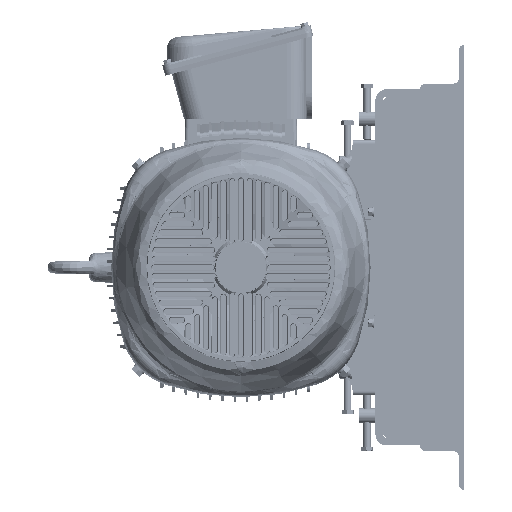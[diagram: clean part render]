
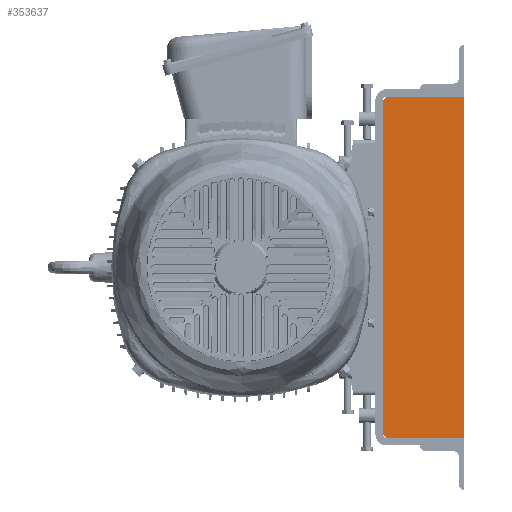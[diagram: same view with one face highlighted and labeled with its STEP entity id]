
A CAD part, left-side view. The second image highlights one B-rep face of the part: STEP entity #353637.
In plain terms, the highlighted planar face has unit normal (-1, 0, 0).
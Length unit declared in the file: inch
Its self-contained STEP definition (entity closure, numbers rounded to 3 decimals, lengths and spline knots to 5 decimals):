
#231 = VECTOR ( 'NONE', #168529, 39.37008 ) ;
#3255 = CARTESIAN_POINT ( 'NONE',  ( 0., 0., -0.5 ) ) ;
#3760 = DIRECTION ( 'NONE',  ( 0., 0.707, -0.707 ) ) ;
#29744 = DIRECTION ( 'NONE',  ( 1., 0., 0. ) ) ;
#34317 = VERTEX_POINT ( 'NONE', #410182 ) ;
#44499 = EDGE_CURVE ( 'NONE', #199272, #330557, #122132, .T. ) ;
#60304 = PLANE ( 'NONE',  #238258 ) ;
#61504 = EDGE_CURVE ( 'NONE', #369076, #199272, #84442, .T. ) ;
#66562 = EDGE_LOOP ( 'NONE', ( #302702, #227781, #135004, #243716, #75045, #181021 ) ) ;
#70186 = CARTESIAN_POINT ( 'NONE',  ( 0., 0., -0.5 ) ) ;
#75045 = ORIENTED_EDGE ( 'NONE', *, *, #347563, .T. ) ;
#77356 = EDGE_CURVE ( 'NONE', #330557, #394943, #388270, .T. ) ;
#84442 = LINE ( 'NONE', #70186, #231 ) ;
#90513 = FACE_OUTER_BOUND ( 'NONE', #66562, .T. ) ;
#115902 = EDGE_CURVE ( 'NONE', #394943, #34317, #300030, .T. ) ;
#122132 = LINE ( 'NONE', #218401, #280439 ) ;
#135004 = ORIENTED_EDGE ( 'NONE', *, *, #77356, .T. ) ;
#135926 = VECTOR ( 'NONE', #3760, 39.37008 ) ;
#153397 = CARTESIAN_POINT ( 'NONE',  ( 0., 5.25, -23.5 ) ) ;
#168529 = DIRECTION ( 'NONE',  ( 0., 0., 1. ) ) ;
#175202 = CARTESIAN_POINT ( 'NONE',  ( 0., 5.5, -0.75 ) ) ;
#181021 = ORIENTED_EDGE ( 'NONE', *, *, #358613, .T. ) ;
#182855 = VERTEX_POINT ( 'NONE', #353718 ) ;
#194905 = CARTESIAN_POINT ( 'NONE',  ( 0., 5.5, -0.75 ) ) ;
#199272 = VERTEX_POINT ( 'NONE', #3255 ) ;
#206318 = CARTESIAN_POINT ( 'NONE',  ( 0., 0., -23.5 ) ) ;
#211895 = LINE ( 'NONE', #206318, #404590 ) ;
#218401 = CARTESIAN_POINT ( 'NONE',  ( 0., 5.25, -0.5 ) ) ;
#219513 = CARTESIAN_POINT ( 'NONE',  ( 0., 0., -23.5 ) ) ;
#227781 = ORIENTED_EDGE ( 'NONE', *, *, #44499, .T. ) ;
#238258 = AXIS2_PLACEMENT_3D ( 'NONE', #219513, #29744, #251148 ) ;
#243716 = ORIENTED_EDGE ( 'NONE', *, *, #115902, .T. ) ;
#250052 = DIRECTION ( 'NONE',  ( 0., 1., 0. ) ) ;
#251148 = DIRECTION ( 'NONE',  ( 0., 0., -1. ) ) ;
#251267 = CARTESIAN_POINT ( 'NONE',  ( 0., 5.5, -23.25 ) ) ;
#252173 = CARTESIAN_POINT ( 'NONE',  ( 0., 5.25, -0.5 ) ) ;
#265694 = LINE ( 'NONE', #153397, #349928 ) ;
#280439 = VECTOR ( 'NONE', #250052, 39.37008 ) ;
#300030 = LINE ( 'NONE', #251267, #374187 ) ;
#300284 = DIRECTION ( 'NONE',  ( 0., -1., 0. ) ) ;
#302702 = ORIENTED_EDGE ( 'NONE', *, *, #61504, .T. ) ;
#311470 = CARTESIAN_POINT ( 'NONE',  ( 0., 0., -23.5 ) ) ;
#330557 = VERTEX_POINT ( 'NONE', #252173 ) ;
#342850 = DIRECTION ( 'NONE',  ( 0., -0.707, -0.707 ) ) ;
#347563 = EDGE_CURVE ( 'NONE', #34317, #182855, #265694, .T. ) ;
#349928 = VECTOR ( 'NONE', #342850, 39.37008 ) ;
#353637 = ADVANCED_FACE ( 'NONE', ( #90513 ), #60304, .F. ) ;
#353718 = CARTESIAN_POINT ( 'NONE',  ( 0., 5.25, -23.5 ) ) ;
#358613 = EDGE_CURVE ( 'NONE', #182855, #369076, #211895, .T. ) ;
#369076 = VERTEX_POINT ( 'NONE', #311470 ) ;
#374187 = VECTOR ( 'NONE', #407560, 39.37008 ) ;
#388270 = LINE ( 'NONE', #194905, #135926 ) ;
#394943 = VERTEX_POINT ( 'NONE', #175202 ) ;
#404590 = VECTOR ( 'NONE', #300284, 39.37008 ) ;
#407560 = DIRECTION ( 'NONE',  ( 0., 0., -1. ) ) ;
#410182 = CARTESIAN_POINT ( 'NONE',  ( 0., 5.5, -23.25 ) ) ;
